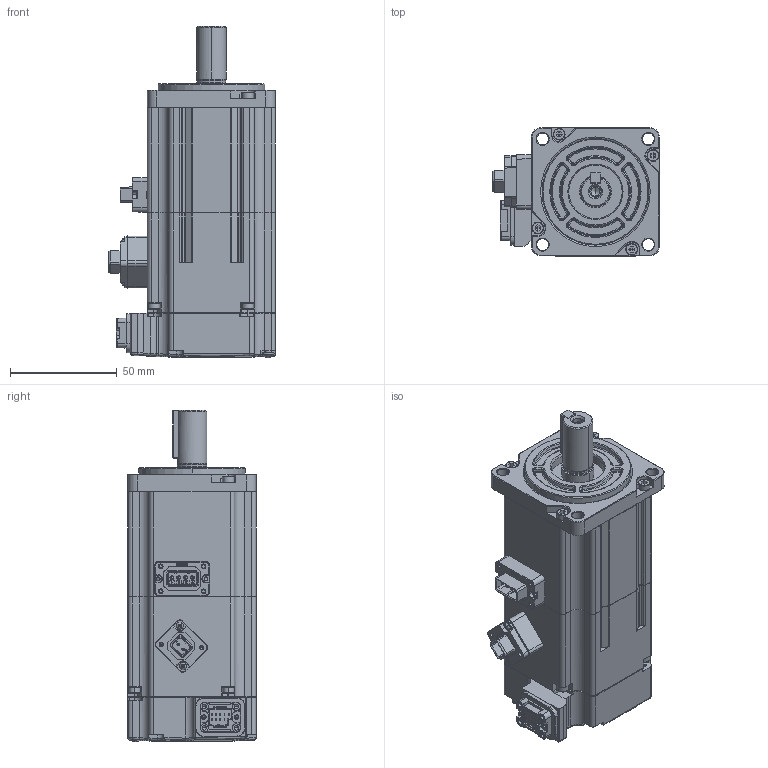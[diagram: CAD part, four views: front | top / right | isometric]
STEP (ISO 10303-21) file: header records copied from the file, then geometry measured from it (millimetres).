
FILE_DESCRIPTION (( 'STEP AP203' ), '1' );
FILE_NAME ('4611170000727.STEP', '2024-01-22T06:03:03', ( 'Windows User' ), ( 'P R C' ), 'SwSTEP 2.0', 'SolidWorks 2022', '' );
FILE_SCHEMA (( 'CONFIG_CONTROL_DESIGN' ));
Length unit declared in the file: millimetre
Products named in the file (1): 4611170000727
Bounding box: 78.2 x 60 x 155.36 mm (x, y, z)
Surface area: 57036.4 mm2 (no closed solid volume)
Topology: 0 solids, 40 shells, 3040 faces, 7989 edges, 5071 vertices
Faces by surface type: plane 1782, cylinder 816, cone 214, bspline 150, torus 70, sphere 8
Entity records: 98401 total; most frequent: CARTESIAN_POINT 24074, ORIENTED_EDGE 15713, DIRECTION 15043, EDGE_CURVE 7905, LINE 5407, VECTOR 5407, VERTEX_POINT 5067, AXIS2_PLACEMENT_3D 4818
